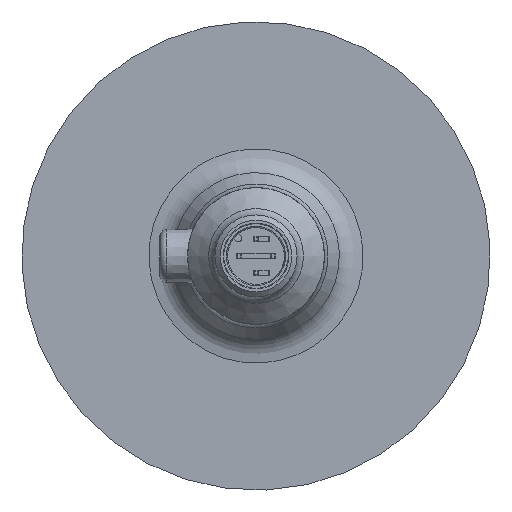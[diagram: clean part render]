
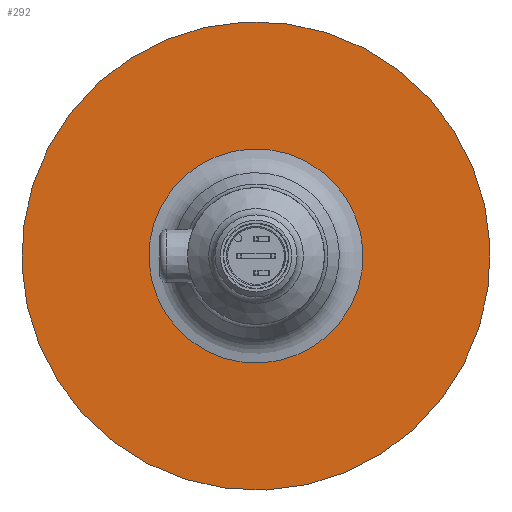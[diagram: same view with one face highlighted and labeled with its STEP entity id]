
A CAD part, left-side view. The second image highlights one B-rep face of the part: STEP entity #292.
In plain terms, the highlighted planar face has unit normal (-1, 0, 0).
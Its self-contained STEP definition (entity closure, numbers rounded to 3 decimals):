
#292 = ADVANCED_FACE( '', ( #623, #624 ), #625, .T. );
#623 = FACE_BOUND( '', #977, .T. );
#624 = FACE_OUTER_BOUND( '', #978, .T. );
#625 = PLANE( '', #979 );
#977 = EDGE_LOOP( '', ( #1788 ) );
#978 = EDGE_LOOP( '', ( #1789 ) );
#979 = AXIS2_PLACEMENT_3D( '', #1790, #1791, #1792 );
#1788 = ORIENTED_EDGE( '', *, *, #2295, .T. );
#1789 = ORIENTED_EDGE( '', *, *, #2082, .T. );
#1790 = CARTESIAN_POINT( '', ( -11., 5.108, 12.333 ) );
#1791 = DIRECTION( '', ( -1., 0., 0. ) );
#1792 = DIRECTION( '', ( 0., 0.383, 0.924 ) );
#2082 = EDGE_CURVE( '', #2512, #2512, #2513, .T. );
#2295 = EDGE_CURVE( '', #2817, #2817, #2818, .F. );
#2512 = VERTEX_POINT( '', #3099 );
#2513 = CIRCLE( '', #3100, 34.25 );
#2817 = VERTEX_POINT( '', #3571 );
#2818 = CIRCLE( '', #3572, 15.658 );
#3099 = CARTESIAN_POINT( '', ( -11., 13.107, 31.643 ) );
#3100 = AXIS2_PLACEMENT_3D( '', #3757, #3758, #3759 );
#3571 = CARTESIAN_POINT( '', ( -11., 5.992, 14.466 ) );
#3572 = AXIS2_PLACEMENT_3D( '', #4001, #4002, #4003 );
#3757 = CARTESIAN_POINT( '', ( -11., 0., 0. ) );
#3758 = DIRECTION( '', ( -1., 0., 0. ) );
#3759 = DIRECTION( '', ( 0., 0.383, 0.924 ) );
#4001 = CARTESIAN_POINT( '', ( -11., 0., 0. ) );
#4002 = DIRECTION( '', ( -1., 0., 0. ) );
#4003 = DIRECTION( '', ( 0., 0.383, 0.924 ) );
